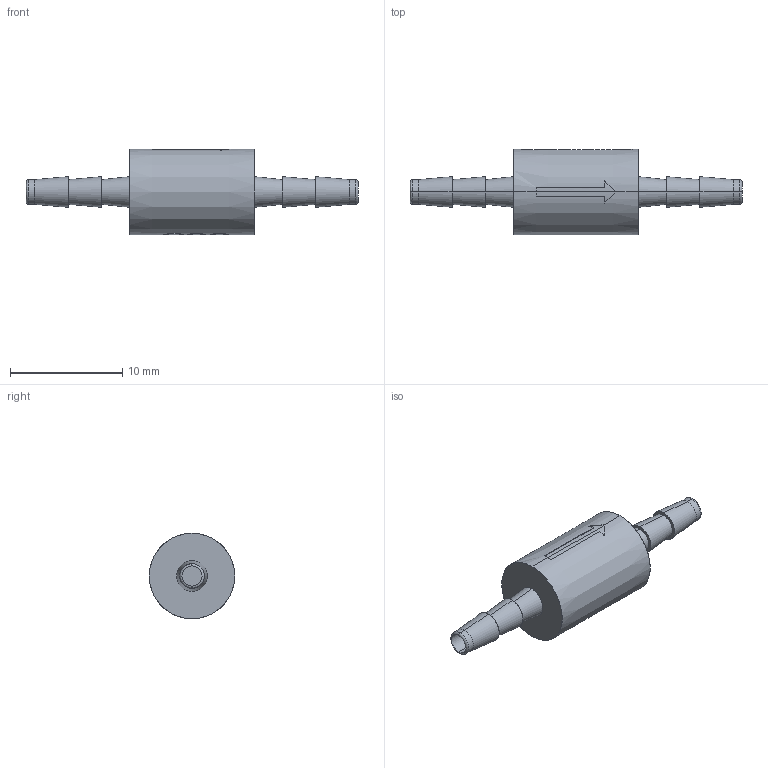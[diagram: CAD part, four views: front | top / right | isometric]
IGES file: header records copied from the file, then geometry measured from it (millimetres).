
Start section: SolidWorks IGES file using analytic representation for surfaces
Global section: file name: E-O-160113.IGS; native system: SolidWorks 2016; preprocessor: SolidWorks 2016; author: wtsang; date: 161010.111729; units: millimetre
Bounding box: 29.6 x 7.61 x 7.61 mm (x, y, z)
Surface area: 609.1 mm2 (no closed solid volume)
Topology: 0 solids, 0 shells, 83 faces, 1208 edges, 1208 vertices
Faces by surface type: bspline 54, revolution 29
